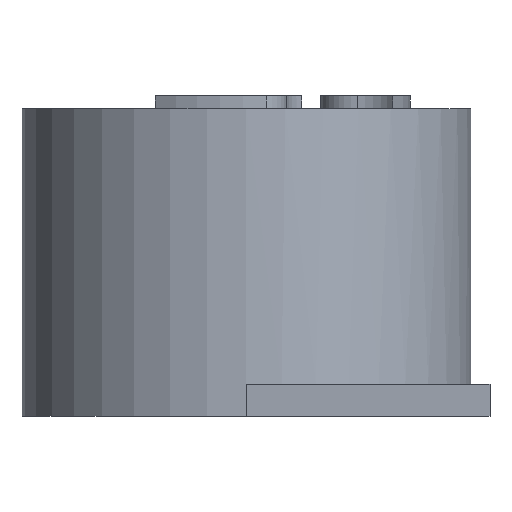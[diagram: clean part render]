
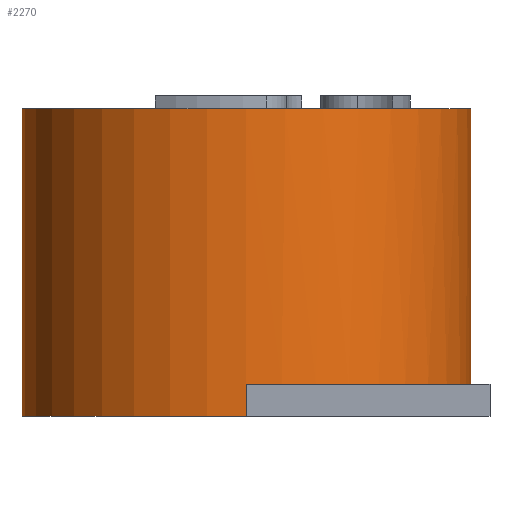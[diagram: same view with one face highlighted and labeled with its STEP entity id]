
A CAD part, front view. The second image highlights one B-rep face of the part: STEP entity #2270.
In plain terms, the highlighted cylindrical face has radius 44.45 mm (diameter 88.9 mm), a partial arc.
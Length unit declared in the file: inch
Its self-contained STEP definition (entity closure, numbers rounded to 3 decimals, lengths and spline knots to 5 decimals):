
#21 = VERTEX_POINT ( 'NONE', #2172 ) ;
#44 = LINE ( 'NONE', #875, #1191 ) ;
#49 = EDGE_CURVE ( 'NONE', #2544, #533, #1122, .T. ) ;
#61 = DIRECTION ( 'NONE',  ( 0., 0., 1. ) ) ;
#84 = CYLINDRICAL_SURFACE ( 'NONE', #1377, 1.75 ) ;
#136 = DIRECTION ( 'NONE',  ( 1., 0., 0. ) ) ;
#141 = VECTOR ( 'NONE', #61, 39.37008 ) ;
#243 = ORIENTED_EDGE ( 'NONE', *, *, #1129, .T. ) ;
#257 = LINE ( 'NONE', #1310, #141 ) ;
#340 = FACE_OUTER_BOUND ( 'NONE', #1609, .T. ) ;
#382 = ORIENTED_EDGE ( 'NONE', *, *, #467, .T. ) ;
#446 = CARTESIAN_POINT ( 'NONE',  ( 0., 0., -2.5 ) ) ;
#458 = DIRECTION ( 'NONE',  ( 0., 0., 1. ) ) ;
#467 = EDGE_CURVE ( 'NONE', #2290, #533, #2303, .T. ) ;
#501 = CARTESIAN_POINT ( 'NONE',  ( 1.75, 0., -2.5 ) ) ;
#510 = VERTEX_POINT ( 'NONE', #1159 ) ;
#533 = VERTEX_POINT ( 'NONE', #2295 ) ;
#623 = DIRECTION ( 'NONE',  ( 1., 0., 0. ) ) ;
#653 = CARTESIAN_POINT ( 'NONE',  ( -1.75, 0., -0.1 ) ) ;
#865 = CARTESIAN_POINT ( 'NONE',  ( 1.75, 0., -2.5 ) ) ;
#875 = CARTESIAN_POINT ( 'NONE',  ( 1.66586, -0.53609, -2.5 ) ) ;
#1122 = LINE ( 'NONE', #1943, #1275 ) ;
#1123 = DIRECTION ( 'NONE',  ( 0., 0., -1. ) ) ;
#1129 = EDGE_CURVE ( 'NONE', #1860, #1712, #1327, .T. ) ;
#1153 = ORIENTED_EDGE ( 'NONE', *, *, #49, .F. ) ;
#1159 = CARTESIAN_POINT ( 'NONE',  ( 1.75, 0., -0.1 ) ) ;
#1173 = CARTESIAN_POINT ( 'NONE',  ( 0., 0., -2.5 ) ) ;
#1176 = CARTESIAN_POINT ( 'NONE',  ( 1.66586, -0.53609, -2.5 ) ) ;
#1191 = VECTOR ( 'NONE', #1123, 39.37008 ) ;
#1275 = VECTOR ( 'NONE', #2190, 39.37008 ) ;
#1281 = CARTESIAN_POINT ( 'NONE',  ( 0., 0., -0.1 ) ) ;
#1300 = ORIENTED_EDGE ( 'NONE', *, *, #1781, .F. ) ;
#1310 = CARTESIAN_POINT ( 'NONE',  ( -1.75, 0., -2.5 ) ) ;
#1327 = CIRCLE ( 'NONE', #2176, 1.75 ) ;
#1342 = DIRECTION ( 'NONE',  ( 1., 0., 0. ) ) ;
#1377 = AXIS2_PLACEMENT_3D ( 'NONE', #1173, #1391, #136 ) ;
#1391 = DIRECTION ( 'NONE',  ( 0., 0., 1. ) ) ;
#1455 = AXIS2_PLACEMENT_3D ( 'NONE', #2256, #1993, #2674 ) ;
#1504 = CARTESIAN_POINT ( 'NONE',  ( 0., -1.75, -2.25 ) ) ;
#1591 = CARTESIAN_POINT ( 'NONE',  ( -1.75, 0., -2.5 ) ) ;
#1609 = EDGE_LOOP ( 'NONE', ( #1300, #382, #1153, #1845, #2482, #243, #2577, #2391 ) ) ;
#1647 = AXIS2_PLACEMENT_3D ( 'NONE', #1281, #1742, #1342 ) ;
#1693 = EDGE_CURVE ( 'NONE', #2216, #510, #1788, .T. ) ;
#1694 = CIRCLE ( 'NONE', #2132, 1.75 ) ;
#1712 = VERTEX_POINT ( 'NONE', #865 ) ;
#1723 = EDGE_CURVE ( 'NONE', #1712, #510, #2346, .T. ) ;
#1742 = DIRECTION ( 'NONE',  ( 0., 0., 1. ) ) ;
#1781 = EDGE_CURVE ( 'NONE', #2290, #2216, #257, .T. ) ;
#1788 = CIRCLE ( 'NONE', #1647, 1.75 ) ;
#1845 = ORIENTED_EDGE ( 'NONE', *, *, #2160, .F. ) ;
#1860 = VERTEX_POINT ( 'NONE', #1176 ) ;
#1943 = CARTESIAN_POINT ( 'NONE',  ( 0., -1.75, -2.25 ) ) ;
#1974 = DIRECTION ( 'NONE',  ( -1., 0., 0. ) ) ;
#1993 = DIRECTION ( 'NONE',  ( 0., 0., 1. ) ) ;
#2041 = VECTOR ( 'NONE', #458, 39.37008 ) ;
#2132 = AXIS2_PLACEMENT_3D ( 'NONE', #2383, #2580, #1974 ) ;
#2160 = EDGE_CURVE ( 'NONE', #21, #2544, #1694, .T. ) ;
#2172 = CARTESIAN_POINT ( 'NONE',  ( 1.66586, -0.53609, -2.25 ) ) ;
#2176 = AXIS2_PLACEMENT_3D ( 'NONE', #446, #2525, #623 ) ;
#2190 = DIRECTION ( 'NONE',  ( 0., 0., -1. ) ) ;
#2216 = VERTEX_POINT ( 'NONE', #653 ) ;
#2248 = EDGE_CURVE ( 'NONE', #21, #1860, #44, .T. ) ;
#2256 = CARTESIAN_POINT ( 'NONE',  ( 0., 0., -2.5 ) ) ;
#2270 = ADVANCED_FACE ( 'NONE', ( #340 ), #84, .T. ) ;
#2290 = VERTEX_POINT ( 'NONE', #1591 ) ;
#2295 = CARTESIAN_POINT ( 'NONE',  ( 0., -1.75, -2.5 ) ) ;
#2303 = CIRCLE ( 'NONE', #1455, 1.75 ) ;
#2346 = LINE ( 'NONE', #501, #2041 ) ;
#2383 = CARTESIAN_POINT ( 'NONE',  ( 0., 0., -2.25 ) ) ;
#2391 = ORIENTED_EDGE ( 'NONE', *, *, #1693, .F. ) ;
#2482 = ORIENTED_EDGE ( 'NONE', *, *, #2248, .T. ) ;
#2525 = DIRECTION ( 'NONE',  ( 0., 0., 1. ) ) ;
#2544 = VERTEX_POINT ( 'NONE', #1504 ) ;
#2577 = ORIENTED_EDGE ( 'NONE', *, *, #1723, .T. ) ;
#2580 = DIRECTION ( 'NONE',  ( 0., 0., -1. ) ) ;
#2674 = DIRECTION ( 'NONE',  ( 1., 0., 0. ) ) ;
